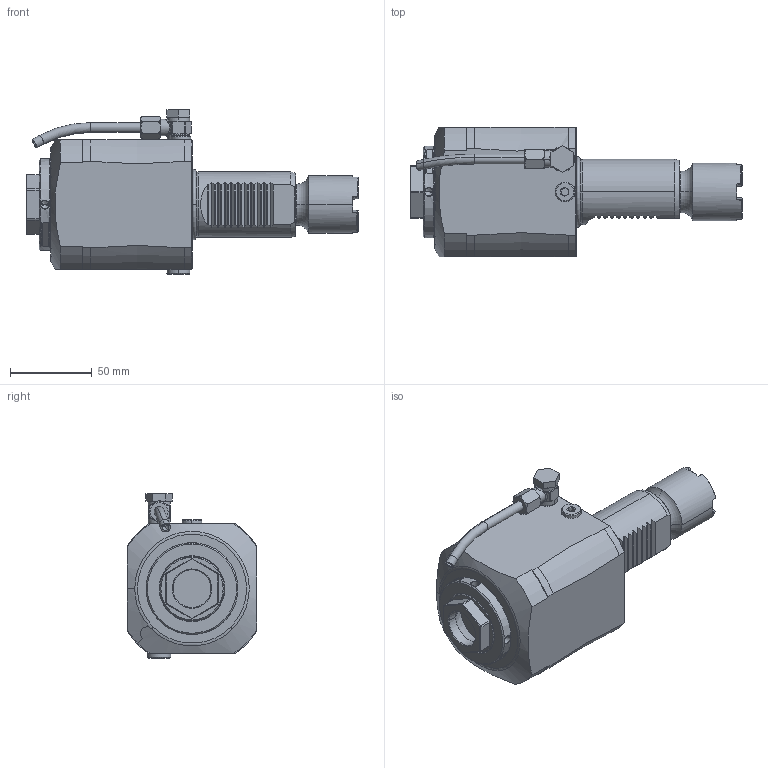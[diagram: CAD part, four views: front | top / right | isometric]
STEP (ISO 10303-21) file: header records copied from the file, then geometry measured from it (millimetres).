
FILE_DESCRIPTION((''),'2;1');
FILE_NAME('NGT1_40_155_32_3HDJB','2022-05-24T',('vali'),('NOVA GRUP'),'PRO/ENGINEER BY PARAMETRIC TECHNOLOGY CORPORATION, 2010280','PRO/ENGINEER BY PARAMETRIC TECHNOLOGY CORPORATION, 2010280','');
FILE_SCHEMA(('CONFIG_CONTROL_DESIGN'));
Length unit declared in the file: millimetre
Products named in the file (1): NGT1_40_155_32_3HDJB
Bounding box: 202.5 x 79 x 100.4 mm (x, y, z)
Volume: 631595 mm3; surface area: 58594.7 mm2
Topology: 2 solids, 3 shells, 426 faces, 1070 edges, 664 vertices
Faces by surface type: plane 168, cylinder 101, cone 64, bspline 54, torus 39
Entity records: 17862 total; most frequent: CARTESIAN_POINT 8301, ORIENTED_EDGE 2124, DIRECTION 1770, EDGE_CURVE 1062, AXIS2_PLACEMENT_3D 683, VERTEX_POINT 664, EDGE_LOOP 456, FACE_OUTER_BOUND 426
